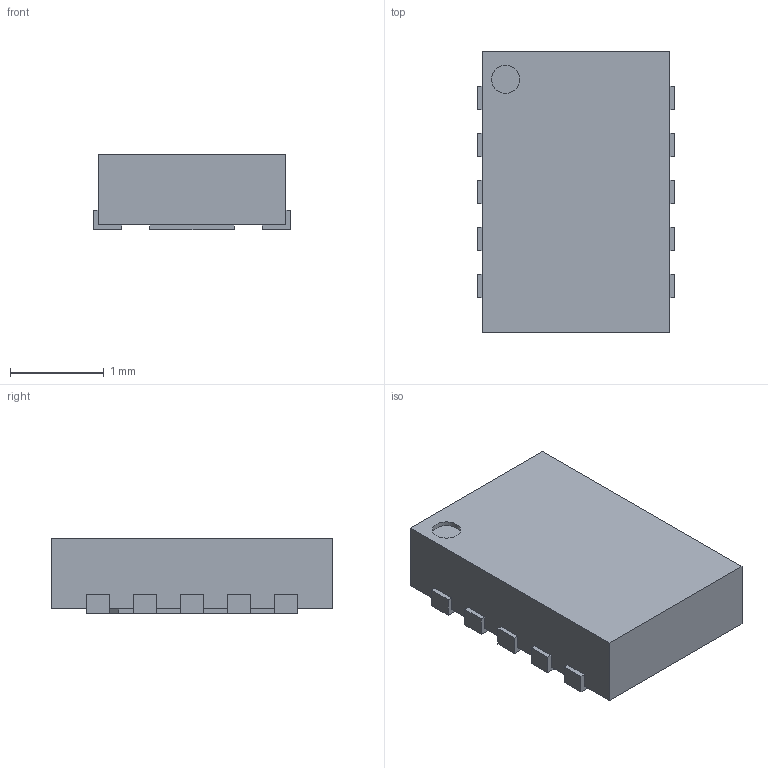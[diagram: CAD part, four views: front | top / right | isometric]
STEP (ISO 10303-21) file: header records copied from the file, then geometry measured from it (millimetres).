
FILE_DESCRIPTION (( 'STEP AP214' ), '1' );
FILE_NAME ('User Library-TDFN10.STEP', '2022-03-19T03:39:14', ( '' ), ( '' ), 'SwSTEP 2.0', 'SolidWorks 2021', '' );
FILE_SCHEMA (( 'AUTOMOTIVE_DESIGN' ));
Length unit declared in the file: inch
Products named in the file (13): Cut002_(Solid); Cut003_(Solid)001; Cut004_(Solid); Cut002_(Solid)001; Cut003_(Solid); Cut; User Library-TDFN10; Cut001_(Solid); Cut001_(Solid)002; Cut004_(Solid)001; Cut005_(Solid); Cut005_(Solid)001; Cut001_(Solid)001
Assembly tree (12 placements, depth 2):
  User Library-TDFN10
    Cut
    Cut005_(Solid)
    Cut002_(Solid)
    Cut001_(Solid)
    Cut004_(Solid)
    Cut003_(Solid)
    Cut005_(Solid)001
    Cut002_(Solid)001
    Cut001_(Solid)001
    Cut004_(Solid)001
    Cut003_(Solid)001
    Cut001_(Solid)002
Bounding box: 2.1 x 3 x 0.8 mm (x, y, z)
Volume: 4.6 mm3; surface area: 26.3 mm2
Topology: 12 solids, 12 shells, 96 faces, 213 edges, 142 vertices
Faces by surface type: plane 94, cylinder 2
Entity records: 4395 total; most frequent: CARTESIAN_POINT 466, DIRECTION 439, ORIENTED_EDGE 426, EDGE_CURVE 213, LINE 209, VECTOR 209, VERTEX_POINT 142, LENGTH_MEASURE_WITH_UNIT 127
